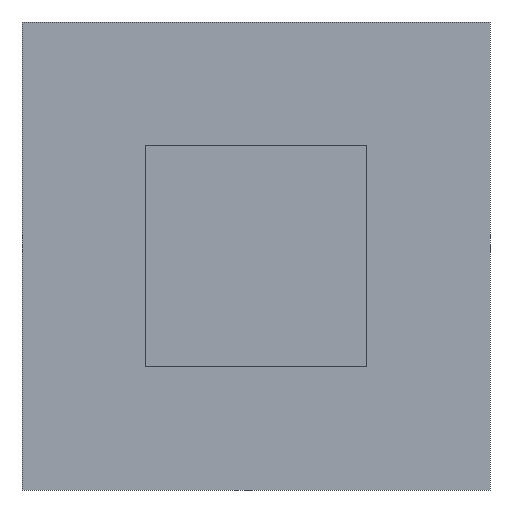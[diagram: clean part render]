
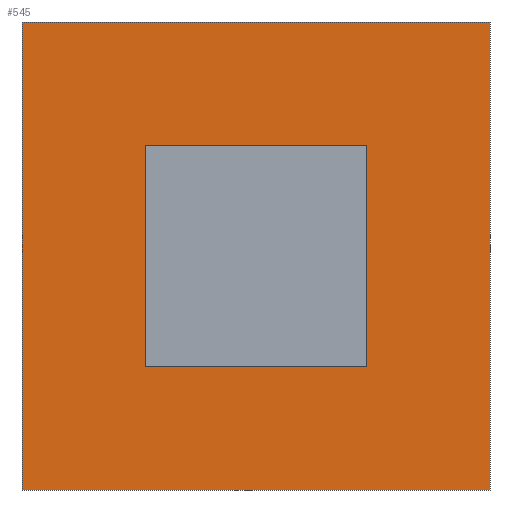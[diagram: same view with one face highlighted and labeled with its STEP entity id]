
A CAD part, front view. The second image highlights one B-rep face of the part: STEP entity #545.
In plain terms, the highlighted planar face has unit normal (0, -1, 0).
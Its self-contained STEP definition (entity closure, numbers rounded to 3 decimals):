
#20=FACE_BOUND('',#94,.T.);
#62=FACE_OUTER_BOUND('',#93,.T.);
#93=EDGE_LOOP('',(#450,#451,#452,#453));
#94=EDGE_LOOP('',(#454,#455,#456,#457));
#97=LINE('',#748,#155);
#101=LINE('',#756,#159);
#104=LINE('',#762,#162);
#107=LINE('',#767,#165);
#143=LINE('',#896,#201);
#147=LINE('',#904,#205);
#150=LINE('',#910,#208);
#153=LINE('',#915,#211);
#155=VECTOR('',#610,10.);
#159=VECTOR('',#616,10.);
#162=VECTOR('',#621,10.);
#165=VECTOR('',#626,10.);
#201=VECTOR('',#722,10.);
#205=VECTOR('',#728,10.);
#208=VECTOR('',#733,10.);
#211=VECTOR('',#738,10.);
#213=VERTEX_POINT('',#746);
#214=VERTEX_POINT('',#747);
#217=VERTEX_POINT('',#755);
#219=VERTEX_POINT('',#761);
#252=VERTEX_POINT('',#894);
#253=VERTEX_POINT('',#895);
#256=VERTEX_POINT('',#903);
#258=VERTEX_POINT('',#909);
#260=EDGE_CURVE('',#213,#214,#97,.T.);
#264=EDGE_CURVE('',#214,#217,#101,.T.);
#267=EDGE_CURVE('',#217,#219,#104,.T.);
#270=EDGE_CURVE('',#219,#213,#107,.T.);
#318=EDGE_CURVE('',#252,#253,#143,.T.);
#322=EDGE_CURVE('',#253,#256,#147,.T.);
#325=EDGE_CURVE('',#256,#258,#150,.T.);
#328=EDGE_CURVE('',#258,#252,#153,.T.);
#450=ORIENTED_EDGE('',*,*,#328,.T.);
#451=ORIENTED_EDGE('',*,*,#318,.T.);
#452=ORIENTED_EDGE('',*,*,#322,.T.);
#453=ORIENTED_EDGE('',*,*,#325,.T.);
#454=ORIENTED_EDGE('',*,*,#260,.T.);
#455=ORIENTED_EDGE('',*,*,#264,.T.);
#456=ORIENTED_EDGE('',*,*,#267,.T.);
#457=ORIENTED_EDGE('',*,*,#270,.T.);
#492=PLANE('',#604);
#545=ADVANCED_FACE('',(#62,#20),#492,.F.);
#604=AXIS2_PLACEMENT_3D('',#917,#740,#741);
#610=DIRECTION('',(0.,0.,-1.));
#616=DIRECTION('',(-1.,0.,0.));
#621=DIRECTION('',(0.,0.,1.));
#626=DIRECTION('',(1.,0.,0.));
#722=DIRECTION('',(0.,0.,-1.));
#728=DIRECTION('',(1.,0.,0.));
#733=DIRECTION('',(0.,0.,1.));
#738=DIRECTION('',(-1.,0.,0.));
#740=DIRECTION('center_axis',(0.,1.,0.));
#741=DIRECTION('ref_axis',(0.,0.,1.));
#746=CARTESIAN_POINT('',(4.25,0.,4.25));
#747=CARTESIAN_POINT('',(4.25,0.,-4.25));
#748=CARTESIAN_POINT('',(4.25,0.,-2.125));
#755=CARTESIAN_POINT('',(-4.25,0.,-4.25));
#756=CARTESIAN_POINT('',(-2.125,0.,-4.25));
#761=CARTESIAN_POINT('',(-4.25,0.,4.25));
#762=CARTESIAN_POINT('',(-4.25,0.,2.125));
#767=CARTESIAN_POINT('',(2.125,0.,4.25));
#894=CARTESIAN_POINT('',(-9.,0.,9.));
#895=CARTESIAN_POINT('',(-9.,0.,-9.));
#896=CARTESIAN_POINT('',(-9.,0.,9.));
#903=CARTESIAN_POINT('',(9.,0.,-9.));
#904=CARTESIAN_POINT('',(-9.,0.,-9.));
#909=CARTESIAN_POINT('',(9.,0.,9.));
#910=CARTESIAN_POINT('',(9.,0.,-9.));
#915=CARTESIAN_POINT('',(9.,0.,9.));
#917=CARTESIAN_POINT('Origin',(0.,0.,0.));
